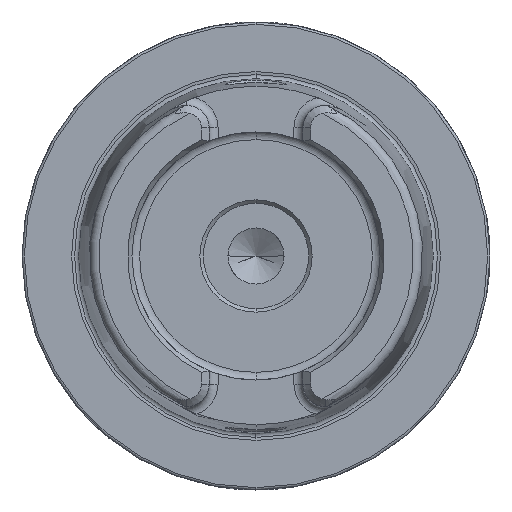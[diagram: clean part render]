
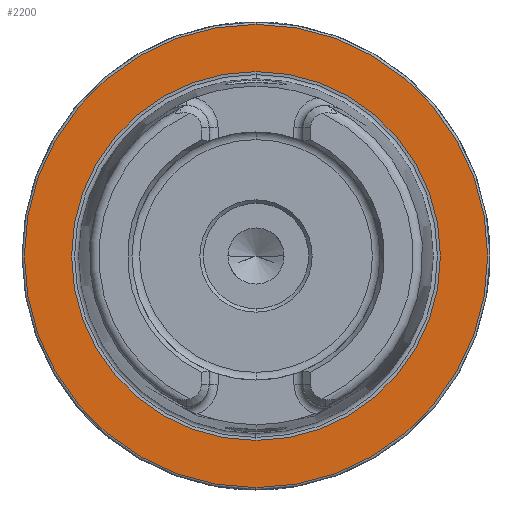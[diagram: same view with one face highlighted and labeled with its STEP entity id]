
A CAD part, left-side view. The second image highlights one B-rep face of the part: STEP entity #2200.
In plain terms, the highlighted planar face has unit normal (-1, 0, 0).
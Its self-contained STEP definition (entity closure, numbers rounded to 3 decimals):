
#871 = EDGE_LOOP ( 'NONE', ( #1082, #1050 ) ) ;
#888 = EDGE_LOOP ( 'NONE', ( #1096, #1066 ) ) ;
#1050 = ORIENTED_EDGE ( 'NONE', *, *, #12094, .T. ) ;
#1066 = ORIENTED_EDGE ( 'NONE', *, *, #12470, .F. ) ;
#1082 = ORIENTED_EDGE ( 'NONE', *, *, #12476, .T. ) ;
#1096 = ORIENTED_EDGE ( 'NONE', *, *, #12095, .F. ) ;
#1208 = CARTESIAN_POINT ( 'NONE',  ( 0., 49.5, 0. ) ) ;
#1211 = PLANE ( 'NONE',  #5195 ) ;
#1213 = DIRECTION ( 'NONE',  ( 1., 0., 0. ) ) ;
#1214 = DIRECTION ( 'NONE',  ( 0., 0., -1. ) ) ;
#2200 = ADVANCED_FACE ( 'NONE', ( #5485, #5477 ), #1211, .F. ) ;
#3822 = AXIS2_PLACEMENT_3D ( 'NONE', #6287, #6288, #6289 ) ;
#3823 = AXIS2_PLACEMENT_3D ( 'NONE', #6290, #6291, #6292 ) ;
#3935 = AXIS2_PLACEMENT_3D ( 'NONE', #7841, #7842, #7843 ) ;
#3938 = AXIS2_PLACEMENT_3D ( 'NONE', #7850, #7851, #7852 ) ;
#5195 = AXIS2_PLACEMENT_3D ( 'NONE', #1208, #1213, #1214 ) ;
#5477 = FACE_OUTER_BOUND ( 'NONE', #871, .T. ) ;
#5485 = FACE_BOUND ( 'NONE', #888, .T. ) ;
#6197 = CARTESIAN_POINT ( 'NONE',  ( 0., 0., 39.405 ) ) ;
#6198 = CARTESIAN_POINT ( 'NONE',  ( 0., 0., -39.405 ) ) ;
#6202 = CARTESIAN_POINT ( 'NONE',  ( 0., 0., -49.5 ) ) ;
#6203 = CARTESIAN_POINT ( 'NONE',  ( 0., 0., 49.5 ) ) ;
#6287 = CARTESIAN_POINT ( 'NONE',  ( 0., 0., 0. ) ) ;
#6288 = DIRECTION ( 'NONE',  ( -1., 0., 0. ) ) ;
#6289 = DIRECTION ( 'NONE',  ( 0., 0., 1. ) ) ;
#6290 = CARTESIAN_POINT ( 'NONE',  ( 0., 0., 0. ) ) ;
#6291 = DIRECTION ( 'NONE',  ( -1., 0., 0. ) ) ;
#6292 = DIRECTION ( 'NONE',  ( 0., 0., 1. ) ) ;
#7366 = VERTEX_POINT ( 'NONE', #6197 ) ;
#7367 = VERTEX_POINT ( 'NONE', #6198 ) ;
#7371 = VERTEX_POINT ( 'NONE', #6202 ) ;
#7372 = VERTEX_POINT ( 'NONE', #6203 ) ;
#7841 = CARTESIAN_POINT ( 'NONE',  ( 0., 0., 0. ) ) ;
#7842 = DIRECTION ( 'NONE',  ( -1., 0., 0. ) ) ;
#7843 = DIRECTION ( 'NONE',  ( 0., 0., 1. ) ) ;
#7850 = CARTESIAN_POINT ( 'NONE',  ( 0., 0., 0. ) ) ;
#7851 = DIRECTION ( 'NONE',  ( -1., 0., 0. ) ) ;
#7852 = DIRECTION ( 'NONE',  ( 0., 0., 1. ) ) ;
#10834 = CIRCLE ( 'NONE', #3822, 49.5 ) ;
#10835 = CIRCLE ( 'NONE', #3823, 39.405 ) ;
#11161 = CIRCLE ( 'NONE', #3935, 39.405 ) ;
#11167 = CIRCLE ( 'NONE', #3938, 49.5 ) ;
#12094 = EDGE_CURVE ( 'NONE', #7371, #7372, #10834, .T. ) ;
#12095 = EDGE_CURVE ( 'NONE', #7366, #7367, #10835, .T. ) ;
#12470 = EDGE_CURVE ( 'NONE', #7367, #7366, #11161, .T. ) ;
#12476 = EDGE_CURVE ( 'NONE', #7372, #7371, #11167, .T. ) ;
